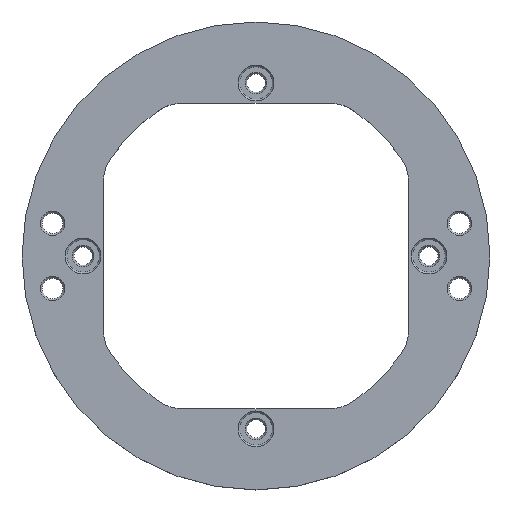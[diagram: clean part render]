
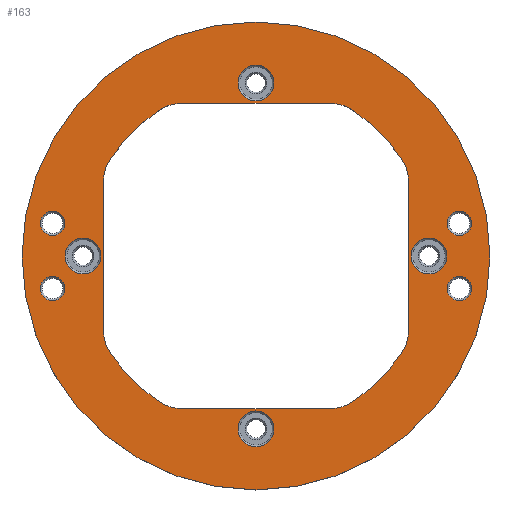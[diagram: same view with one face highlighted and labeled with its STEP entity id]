
A CAD part, top view. The second image highlights one B-rep face of the part: STEP entity #163.
In plain terms, the highlighted planar face has unit normal (0, 0, 1).
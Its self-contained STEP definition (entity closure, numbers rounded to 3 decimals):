
#54=PLANE('',#874);
#66=FACE_BOUND('',#260,.T.);
#67=FACE_BOUND('',#261,.T.);
#68=FACE_BOUND('',#262,.T.);
#69=FACE_BOUND('',#263,.T.);
#70=FACE_BOUND('',#264,.T.);
#71=FACE_BOUND('',#265,.T.);
#72=FACE_BOUND('',#266,.T.);
#73=FACE_BOUND('',#267,.T.);
#74=FACE_BOUND('',#268,.T.);
#75=FACE_BOUND('',#269,.T.);
#163=ADVANCED_FACE('',(#66,#67,#68,#69,#70,#71,#72,#73,#74,#75),#54,.T.);
#260=EDGE_LOOP('',(#430));
#261=EDGE_LOOP('',(#431));
#262=EDGE_LOOP('',(#432));
#263=EDGE_LOOP('',(#433));
#264=EDGE_LOOP('',(#434));
#265=EDGE_LOOP('',(#435));
#266=EDGE_LOOP('',(#436));
#267=EDGE_LOOP('',(#437));
#268=EDGE_LOOP('',(#438));
#269=EDGE_LOOP('',(#439,#440,#441,#442,#443,#444,#445,#446,#447,#448,#449,
#450,#451,#452,#453,#454));
#372=LINE('',#1304,#396);
#373=LINE('',#1309,#397);
#374=LINE('',#1314,#398);
#375=LINE('',#1319,#399);
#396=VECTOR('',#1026,1.);
#397=VECTOR('',#1031,1.);
#398=VECTOR('',#1036,1.);
#399=VECTOR('',#1041,1.);
#430=ORIENTED_EDGE('',*,*,#696,.F.);
#431=ORIENTED_EDGE('',*,*,#697,.F.);
#432=ORIENTED_EDGE('',*,*,#698,.F.);
#433=ORIENTED_EDGE('',*,*,#699,.F.);
#434=ORIENTED_EDGE('',*,*,#700,.F.);
#435=ORIENTED_EDGE('',*,*,#701,.F.);
#436=ORIENTED_EDGE('',*,*,#702,.F.);
#437=ORIENTED_EDGE('',*,*,#703,.F.);
#438=ORIENTED_EDGE('',*,*,#694,.T.);
#439=ORIENTED_EDGE('',*,*,#690,.F.);
#440=ORIENTED_EDGE('',*,*,#704,.T.);
#441=ORIENTED_EDGE('',*,*,#705,.T.);
#442=ORIENTED_EDGE('',*,*,#706,.T.);
#443=ORIENTED_EDGE('',*,*,#688,.F.);
#444=ORIENTED_EDGE('',*,*,#707,.T.);
#445=ORIENTED_EDGE('',*,*,#708,.T.);
#446=ORIENTED_EDGE('',*,*,#709,.T.);
#447=ORIENTED_EDGE('',*,*,#684,.F.);
#448=ORIENTED_EDGE('',*,*,#710,.T.);
#449=ORIENTED_EDGE('',*,*,#711,.T.);
#450=ORIENTED_EDGE('',*,*,#712,.T.);
#451=ORIENTED_EDGE('',*,*,#680,.F.);
#452=ORIENTED_EDGE('',*,*,#713,.T.);
#453=ORIENTED_EDGE('',*,*,#714,.T.);
#454=ORIENTED_EDGE('',*,*,#715,.T.);
#602=VERTEX_POINT('',#1249);
#603=VERTEX_POINT('',#1251);
#606=VERTEX_POINT('',#1258);
#607=VERTEX_POINT('',#1260);
#610=VERTEX_POINT('',#1267);
#611=VERTEX_POINT('',#1269);
#612=VERTEX_POINT('',#1273);
#613=VERTEX_POINT('',#1274);
#616=VERTEX_POINT('',#1282);
#618=VERTEX_POINT('',#1287);
#619=VERTEX_POINT('',#1289);
#620=VERTEX_POINT('',#1291);
#621=VERTEX_POINT('',#1293);
#622=VERTEX_POINT('',#1295);
#623=VERTEX_POINT('',#1297);
#624=VERTEX_POINT('',#1299);
#625=VERTEX_POINT('',#1301);
#626=VERTEX_POINT('',#1303);
#627=VERTEX_POINT('',#1305);
#628=VERTEX_POINT('',#1308);
#629=VERTEX_POINT('',#1310);
#630=VERTEX_POINT('',#1313);
#631=VERTEX_POINT('',#1315);
#632=VERTEX_POINT('',#1318);
#633=VERTEX_POINT('',#1320);
#680=EDGE_CURVE('',#602,#603,#773,.T.);
#684=EDGE_CURVE('',#606,#607,#775,.T.);
#688=EDGE_CURVE('',#610,#611,#777,.T.);
#690=EDGE_CURVE('',#612,#613,#778,.T.);
#694=EDGE_CURVE('',#616,#616,#780,.T.);
#696=EDGE_CURVE('',#618,#618,#782,.T.);
#697=EDGE_CURVE('',#619,#619,#783,.T.);
#698=EDGE_CURVE('',#620,#620,#784,.T.);
#699=EDGE_CURVE('',#621,#621,#785,.T.);
#700=EDGE_CURVE('',#622,#622,#786,.T.);
#701=EDGE_CURVE('',#623,#623,#787,.T.);
#702=EDGE_CURVE('',#624,#624,#788,.T.);
#703=EDGE_CURVE('',#625,#625,#789,.T.);
#704=EDGE_CURVE('',#612,#626,#790,.T.);
#705=EDGE_CURVE('',#626,#627,#372,.T.);
#706=EDGE_CURVE('',#627,#611,#791,.T.);
#707=EDGE_CURVE('',#610,#628,#792,.T.);
#708=EDGE_CURVE('',#628,#629,#373,.T.);
#709=EDGE_CURVE('',#629,#607,#793,.T.);
#710=EDGE_CURVE('',#606,#630,#794,.T.);
#711=EDGE_CURVE('',#630,#631,#374,.T.);
#712=EDGE_CURVE('',#631,#603,#795,.T.);
#713=EDGE_CURVE('',#602,#632,#796,.T.);
#714=EDGE_CURVE('',#632,#633,#375,.T.);
#715=EDGE_CURVE('',#633,#613,#797,.T.);
#773=CIRCLE('',#844,43.);
#775=CIRCLE('',#847,43.);
#777=CIRCLE('',#850,43.);
#778=CIRCLE('',#852,43.);
#780=CIRCLE('',#855,57.5);
#782=CIRCLE('',#858,4.4);
#783=CIRCLE('',#859,4.4);
#784=CIRCLE('',#860,4.4);
#785=CIRCLE('',#861,4.4);
#786=CIRCLE('',#862,3.);
#787=CIRCLE('',#863,3.);
#788=CIRCLE('',#864,3.);
#789=CIRCLE('',#865,3.);
#790=CIRCLE('',#866,10.);
#791=CIRCLE('',#867,10.);
#792=CIRCLE('',#868,10.);
#793=CIRCLE('',#869,10.);
#794=CIRCLE('',#870,10.);
#795=CIRCLE('',#871,10.);
#796=CIRCLE('',#872,10.);
#797=CIRCLE('',#873,10.);
#844=AXIS2_PLACEMENT_3D('',#1250,#973,#974);
#847=AXIS2_PLACEMENT_3D('',#1259,#981,#982);
#850=AXIS2_PLACEMENT_3D('',#1268,#989,#990);
#852=AXIS2_PLACEMENT_3D('',#1272,#994,#995);
#855=AXIS2_PLACEMENT_3D('',#1281,#1002,#1003);
#858=AXIS2_PLACEMENT_3D('',#1286,#1008,#1009);
#859=AXIS2_PLACEMENT_3D('',#1288,#1010,#1011);
#860=AXIS2_PLACEMENT_3D('',#1290,#1012,#1013);
#861=AXIS2_PLACEMENT_3D('',#1292,#1014,#1015);
#862=AXIS2_PLACEMENT_3D('',#1294,#1016,#1017);
#863=AXIS2_PLACEMENT_3D('',#1296,#1018,#1019);
#864=AXIS2_PLACEMENT_3D('',#1298,#1020,#1021);
#865=AXIS2_PLACEMENT_3D('',#1300,#1022,#1023);
#866=AXIS2_PLACEMENT_3D('',#1302,#1024,#1025);
#867=AXIS2_PLACEMENT_3D('',#1306,#1027,#1028);
#868=AXIS2_PLACEMENT_3D('',#1307,#1029,#1030);
#869=AXIS2_PLACEMENT_3D('',#1311,#1032,#1033);
#870=AXIS2_PLACEMENT_3D('',#1312,#1034,#1035);
#871=AXIS2_PLACEMENT_3D('',#1316,#1037,#1038);
#872=AXIS2_PLACEMENT_3D('',#1317,#1039,#1040);
#873=AXIS2_PLACEMENT_3D('',#1321,#1042,#1043);
#874=AXIS2_PLACEMENT_3D('',#1322,#1044,#1045);
#973=DIRECTION('',(0.,0.,1.));
#974=DIRECTION('',(1.,0.,0.));
#981=DIRECTION('',(0.,0.,1.));
#982=DIRECTION('',(1.,0.,0.));
#989=DIRECTION('',(0.,0.,1.));
#990=DIRECTION('',(1.,0.,0.));
#994=DIRECTION('',(0.,0.,1.));
#995=DIRECTION('',(1.,0.,0.));
#1002=DIRECTION('',(0.,0.,1.));
#1003=DIRECTION('',(1.,0.,0.));
#1008=DIRECTION('',(0.,0.,1.));
#1009=DIRECTION('',(1.,0.,0.));
#1010=DIRECTION('',(0.,0.,1.));
#1011=DIRECTION('',(1.,0.,0.));
#1012=DIRECTION('',(0.,0.,1.));
#1013=DIRECTION('',(1.,0.,0.));
#1014=DIRECTION('',(0.,0.,1.));
#1015=DIRECTION('',(1.,0.,0.));
#1016=DIRECTION('',(0.,0.,1.));
#1017=DIRECTION('',(1.,0.,0.));
#1018=DIRECTION('',(0.,0.,1.));
#1019=DIRECTION('',(1.,0.,0.));
#1020=DIRECTION('',(0.,0.,1.));
#1021=DIRECTION('',(1.,0.,0.));
#1022=DIRECTION('',(0.,0.,1.));
#1023=DIRECTION('',(1.,0.,0.));
#1024=DIRECTION('',(0.,0.,-1.));
#1025=DIRECTION('',(1.,0.,0.));
#1026=DIRECTION('',(0.,1.,0.));
#1027=DIRECTION('',(0.,0.,-1.));
#1028=DIRECTION('',(1.,0.,0.));
#1029=DIRECTION('',(0.,0.,-1.));
#1030=DIRECTION('',(1.,0.,0.));
#1031=DIRECTION('',(1.,0.,0.));
#1032=DIRECTION('',(0.,0.,-1.));
#1033=DIRECTION('',(1.,0.,0.));
#1034=DIRECTION('',(0.,0.,-1.));
#1035=DIRECTION('',(1.,0.,0.));
#1036=DIRECTION('',(0.,-1.,0.));
#1037=DIRECTION('',(0.,0.,-1.));
#1038=DIRECTION('',(1.,0.,0.));
#1039=DIRECTION('',(0.,0.,-1.));
#1040=DIRECTION('',(1.,0.,0.));
#1041=DIRECTION('',(-1.,0.,0.));
#1042=DIRECTION('',(0.,0.,-1.));
#1043=DIRECTION('',(1.,0.,0.));
#1044=DIRECTION('',(0.,0.,1.));
#1045=DIRECTION('',(1.,0.,0.));
#1249=CARTESIAN_POINT('',(23.769,-35.833,10.));
#1250=CARTESIAN_POINT('',(0.,0.,10.));
#1251=CARTESIAN_POINT('',(35.833,-23.769,10.));
#1258=CARTESIAN_POINT('',(35.833,23.769,10.));
#1259=CARTESIAN_POINT('',(0.,0.,10.));
#1260=CARTESIAN_POINT('',(23.769,35.833,10.));
#1267=CARTESIAN_POINT('',(-23.769,35.833,10.));
#1268=CARTESIAN_POINT('',(0.,0.,10.));
#1269=CARTESIAN_POINT('',(-35.833,23.769,10.));
#1272=CARTESIAN_POINT('',(0.,0.,10.));
#1273=CARTESIAN_POINT('',(-35.833,-23.769,10.));
#1274=CARTESIAN_POINT('',(-23.769,-35.833,10.));
#1281=CARTESIAN_POINT('',(0.,0.,10.));
#1282=CARTESIAN_POINT('',(57.5,0.,10.));
#1286=CARTESIAN_POINT('',(42.5,0.,10.));
#1287=CARTESIAN_POINT('',(46.9,0.,10.));
#1288=CARTESIAN_POINT('',(0.,42.5,10.));
#1289=CARTESIAN_POINT('',(4.4,42.5,10.));
#1290=CARTESIAN_POINT('',(0.,-42.5,10.));
#1291=CARTESIAN_POINT('',(4.4,-42.5,10.));
#1292=CARTESIAN_POINT('',(-42.5,0.,10.));
#1293=CARTESIAN_POINT('',(-38.1,0.,10.));
#1294=CARTESIAN_POINT('',(50.,8.,10.));
#1295=CARTESIAN_POINT('',(53.,8.,10.));
#1296=CARTESIAN_POINT('',(50.,-8.,10.));
#1297=CARTESIAN_POINT('',(53.,-8.,10.));
#1298=CARTESIAN_POINT('',(-50.,8.,10.));
#1299=CARTESIAN_POINT('',(-47.,8.,10.));
#1300=CARTESIAN_POINT('',(-50.,-8.,10.));
#1301=CARTESIAN_POINT('',(-47.,-8.,10.));
#1302=CARTESIAN_POINT('',(-27.5,-18.241,10.));
#1303=CARTESIAN_POINT('',(-37.5,-18.241,10.));
#1304=CARTESIAN_POINT('',(-37.5,-21.042,10.));
#1305=CARTESIAN_POINT('',(-37.5,18.241,10.));
#1306=CARTESIAN_POINT('',(-27.5,18.241,10.));
#1307=CARTESIAN_POINT('',(-18.241,27.5,10.));
#1308=CARTESIAN_POINT('',(-18.241,37.5,10.));
#1309=CARTESIAN_POINT('',(-21.042,37.5,10.));
#1310=CARTESIAN_POINT('',(18.241,37.5,10.));
#1311=CARTESIAN_POINT('',(18.241,27.5,10.));
#1312=CARTESIAN_POINT('',(27.5,18.241,10.));
#1313=CARTESIAN_POINT('',(37.5,18.241,10.));
#1314=CARTESIAN_POINT('',(37.5,21.042,10.));
#1315=CARTESIAN_POINT('',(37.5,-18.241,10.));
#1316=CARTESIAN_POINT('',(27.5,-18.241,10.));
#1317=CARTESIAN_POINT('',(18.241,-27.5,10.));
#1318=CARTESIAN_POINT('',(18.241,-37.5,10.));
#1319=CARTESIAN_POINT('',(21.042,-37.5,10.));
#1320=CARTESIAN_POINT('',(-18.241,-37.5,10.));
#1321=CARTESIAN_POINT('',(-18.241,-27.5,10.));
#1322=CARTESIAN_POINT('',(0.,0.,10.));
